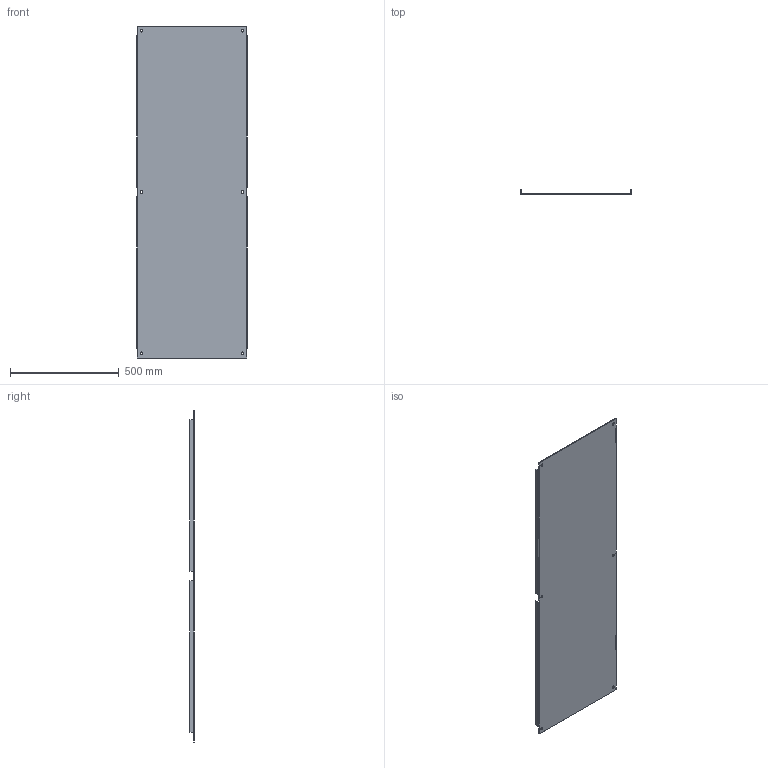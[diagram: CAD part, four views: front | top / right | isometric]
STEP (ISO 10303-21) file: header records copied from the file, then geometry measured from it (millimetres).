
FILE_DESCRIPTION (( 'STEP AP203' ), '1' );
FILE_NAME ('72FD20_Default.step', '2019-09-13T18:13:09', ( '' ), ( '' ), 'SwSTEP 2.0', 'SolidWorks 2018', '' );
FILE_SCHEMA (( 'CONFIG_CONTROL_DESIGN' ));
Length unit declared in the file: inch
Products named in the file (1): 72FD20_Default
Bounding box: 508 x 19.05 x 1524 mm (x, y, z)
Volume: 1969055.1 mm3; surface area: 1642686.5 mm2
Topology: 1 solids, 1 shells, 50 faces, 128 edges, 80 vertices
Faces by surface type: plane 30, cylinder 20
Entity records: 1607 total; most frequent: DIRECTION 270, CARTESIAN_POINT 259, ORIENTED_EDGE 256, EDGE_CURVE 128, AXIS2_PLACEMENT_3D 91, LINE 88, VECTOR 88, VERTEX_POINT 80
